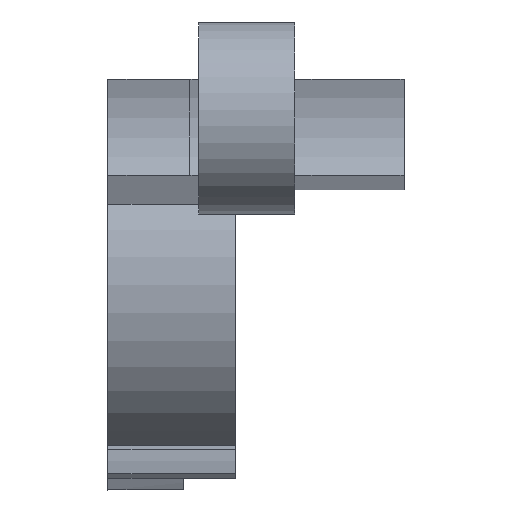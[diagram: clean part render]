
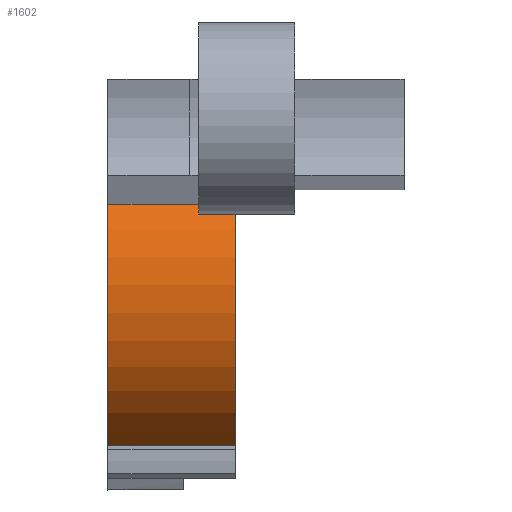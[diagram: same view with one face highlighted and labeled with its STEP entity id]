
A CAD part, left-side view. The second image highlights one B-rep face of the part: STEP entity #1602.
In plain terms, the highlighted cylindrical face has radius 10 mm (diameter 20 mm), a partial arc.
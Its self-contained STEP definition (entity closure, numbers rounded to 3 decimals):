
#15=CYLINDRICAL_SURFACE('',#1712,10.);
#155=FACE_OUTER_BOUND('',#241,.T.);
#241=EDGE_LOOP('',(#1263,#1264,#1265,#1266));
#308=CIRCLE('',#1681,10.);
#330=CIRCLE('',#1713,10.);
#421=LINE('',#3502,#559);
#423=LINE('',#3506,#561);
#559=VECTOR('',#1937,10.);
#561=VECTOR('',#1941,10.);
#681=VERTEX_POINT('',#2576);
#682=VERTEX_POINT('',#2581);
#758=VERTEX_POINT('',#3501);
#759=VERTEX_POINT('',#3505);
#851=EDGE_CURVE('',#681,#682,#308,.T.);
#955=EDGE_CURVE('',#681,#758,#421,.T.);
#957=EDGE_CURVE('',#759,#682,#423,.T.);
#958=EDGE_CURVE('',#759,#758,#330,.T.);
#1263=ORIENTED_EDGE('',*,*,#957,.T.);
#1264=ORIENTED_EDGE('',*,*,#851,.F.);
#1265=ORIENTED_EDGE('',*,*,#955,.T.);
#1266=ORIENTED_EDGE('',*,*,#958,.F.);
#1602=ADVANCED_FACE('',(#155),#15,.T.);
#1681=AXIS2_PLACEMENT_3D('',#2582,#1827,#1828);
#1712=AXIS2_PLACEMENT_3D('',#3504,#1939,#1940);
#1713=AXIS2_PLACEMENT_3D('',#3507,#1942,#1943);
#1827=DIRECTION('center_axis',(0.,1.,0.));
#1828=DIRECTION('ref_axis',(-0.996,0.,-0.087));
#1937=DIRECTION('',(0.,-1.,0.));
#1939=DIRECTION('center_axis',(0.,1.,0.));
#1940=DIRECTION('ref_axis',(-0.996,0.,-0.087));
#1941=DIRECTION('',(0.,1.,0.));
#1942=DIRECTION('center_axis',(0.,-1.,0.));
#1943=DIRECTION('ref_axis',(-0.996,0.,-0.087));
#2576=CARTESIAN_POINT('',(-84.819,202.635,18.494));
#2581=CARTESIAN_POINT('',(-89.033,202.635,32.286));
#2582=CARTESIAN_POINT('Origin',(-80.3,202.635,27.414));
#3501=CARTESIAN_POINT('',(-84.819,195.36,18.494));
#3502=CARTESIAN_POINT('',(-84.819,194.907,18.494));
#3504=CARTESIAN_POINT('Origin',(-80.3,194.907,27.414));
#3505=CARTESIAN_POINT('',(-89.033,195.36,32.286));
#3506=CARTESIAN_POINT('',(-89.033,194.907,32.286));
#3507=CARTESIAN_POINT('Origin',(-80.3,195.36,27.414));
